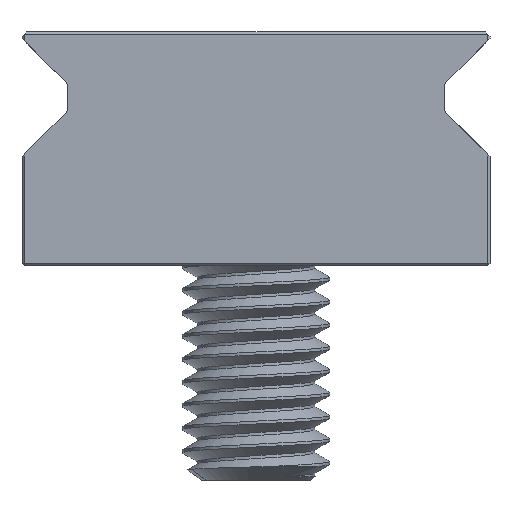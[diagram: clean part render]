
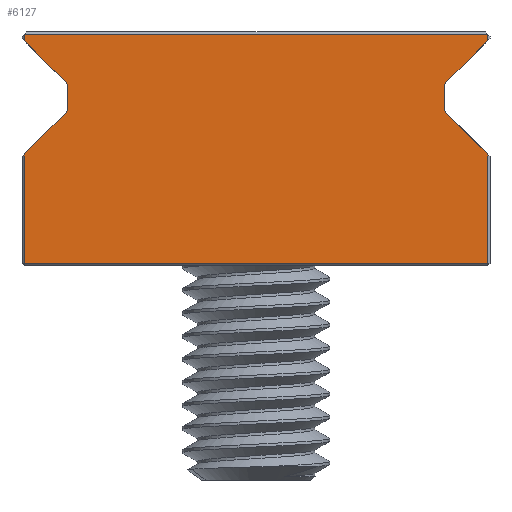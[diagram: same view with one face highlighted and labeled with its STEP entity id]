
A CAD part, front view. The second image highlights one B-rep face of the part: STEP entity #6127.
In plain terms, the highlighted planar face has unit normal (0, -1, 0).
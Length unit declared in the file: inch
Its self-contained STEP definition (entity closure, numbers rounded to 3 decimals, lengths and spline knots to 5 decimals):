
#10 = CARTESIAN_POINT ( 'NONE',  ( -0.403, -0.5, -0.169 ) ) ;
#116 = VERTEX_POINT ( 'NONE', #674 ) ;
#177 = LINE ( 'NONE', #2229, #3677 ) ;
#256 = VERTEX_POINT ( 'NONE', #1964 ) ;
#287 = DIRECTION ( 'NONE',  ( 0., 0., 1. ) ) ;
#299 = LINE ( 'NONE', #2621, #4113 ) ;
#401 = ORIENTED_EDGE ( 'NONE', *, *, #1079, .T. ) ;
#460 = LINE ( 'NONE', #5386, #4796 ) ;
#464 = LINE ( 'NONE', #472, #4280 ) ;
#469 = LINE ( 'NONE', #887, #5382 ) ;
#472 = CARTESIAN_POINT ( 'NONE',  ( -0.403, -0.5, -0.169 ) ) ;
#498 = CARTESIAN_POINT ( 'NONE',  ( -0.495, -0.5, -0.5 ) ) ;
#523 = CARTESIAN_POINT ( 'NONE',  ( -0.49, -0.5, -0.005 ) ) ;
#527 = EDGE_CURVE ( 'NONE', #5748, #5895, #1303, .T. ) ;
#548 = EDGE_CURVE ( 'NONE', #4923, #4681, #177, .T. ) ;
#592 = AXIS2_PLACEMENT_3D ( 'NONE', #4715, #1866, #5176 ) ;
#674 = CARTESIAN_POINT ( 'NONE',  ( -0.495, -0.5, -0.495 ) ) ;
#687 = ORIENTED_EDGE ( 'NONE', *, *, #2535, .F. ) ;
#731 = DIRECTION ( 'NONE',  ( 0., 0., -1. ) ) ;
#820 = CARTESIAN_POINT ( 'NONE',  ( -0.403, -0.5, -0.111 ) ) ;
#832 = DIRECTION ( 'NONE',  ( 0., 1., 0. ) ) ;
#880 = AXIS2_PLACEMENT_3D ( 'NONE', #2716, #832, #4161 ) ;
#887 = CARTESIAN_POINT ( 'NONE',  ( 0.403, -0.5, -0.169 ) ) ;
#956 = VECTOR ( 'NONE', #731, 39.37008 ) ;
#1025 = CARTESIAN_POINT ( 'NONE',  ( 0.411, -0.5, -0.11431 ) ) ;
#1067 = VERTEX_POINT ( 'NONE', #1848 ) ;
#1079 = EDGE_CURVE ( 'NONE', #4923, #256, #4287, .T. ) ;
#1081 = VECTOR ( 'NONE', #1475, 39.37008 ) ;
#1202 = CARTESIAN_POINT ( 'NONE',  ( 0.403, -0.5, -0.11431 ) ) ;
#1281 = CARTESIAN_POINT ( 'NONE',  ( -0.495, -0.5, -0.261 ) ) ;
#1303 = LINE ( 'NONE', #820, #2570 ) ;
#1317 = EDGE_CURVE ( 'NONE', #2174, #3947, #4644, .T. ) ;
#1475 = DIRECTION ( 'NONE',  ( 0., 0., -1. ) ) ;
#1494 = CARTESIAN_POINT ( 'NONE',  ( 0.403, -0.5, -0.111 ) ) ;
#1502 = DIRECTION ( 'NONE',  ( 0., 0., 1. ) ) ;
#1562 = EDGE_CURVE ( 'NONE', #4509, #4681, #4877, .T. ) ;
#1690 = EDGE_CURVE ( 'NONE', #5748, #4281, #4426, .T. ) ;
#1727 = VECTOR ( 'NONE', #5751, 39.37008 ) ;
#1728 = EDGE_CURVE ( 'NONE', #4509, #5932, #469, .T. ) ;
#1788 = EDGE_CURVE ( 'NONE', #116, #1067, #299, .T. ) ;
#1845 = CARTESIAN_POINT ( 'NONE',  ( -0.411, -0.5, -0.11431 ) ) ;
#1848 = CARTESIAN_POINT ( 'NONE',  ( 0.495, -0.5, -0.495 ) ) ;
#1862 = EDGE_CURVE ( 'NONE', #1067, #5932, #4738, .T. ) ;
#1866 = DIRECTION ( 'NONE',  ( 0., 1., 0. ) ) ;
#1897 = VECTOR ( 'NONE', #2900, 39.37008 ) ;
#1953 = DIRECTION ( 'NONE',  ( 0., 0., 1. ) ) ;
#1964 = CARTESIAN_POINT ( 'NONE',  ( 0.40534, -0.5, -0.10866 ) ) ;
#2058 = CARTESIAN_POINT ( 'NONE',  ( -0.403, -0.5, -0.16569 ) ) ;
#2059 = EDGE_LOOP ( 'NONE', ( #4792, #2836, #5136, #2257, #2660, #2722, #687, #3049, #3468, #3537, #4218, #2517, #3138, #6008, #4914, #401 ) ) ;
#2168 = FACE_OUTER_BOUND ( 'NONE', #2059, .T. ) ;
#2174 = VERTEX_POINT ( 'NONE', #2058 ) ;
#2229 = CARTESIAN_POINT ( 'NONE',  ( 0.403, -0.5, -0.169 ) ) ;
#2257 = ORIENTED_EDGE ( 'NONE', *, *, #3200, .T. ) ;
#2311 = AXIS2_PLACEMENT_3D ( 'NONE', #1025, #4347, #1502 ) ;
#2323 = DIRECTION ( 'NONE',  ( 0., 0., 1. ) ) ;
#2365 = EDGE_CURVE ( 'NONE', #3271, #116, #3302, .T. ) ;
#2407 = VERTEX_POINT ( 'NONE', #5292 ) ;
#2485 = EDGE_CURVE ( 'NONE', #3271, #3947, #464, .T. ) ;
#2517 = ORIENTED_EDGE ( 'NONE', *, *, #1862, .T. ) ;
#2535 = EDGE_CURVE ( 'NONE', #2174, #4281, #3829, .T. ) ;
#2560 = VECTOR ( 'NONE', #1953, 39.37008 ) ;
#2570 = VECTOR ( 'NONE', #4630, 39.37008 ) ;
#2621 = CARTESIAN_POINT ( 'NONE',  ( 0.5, -0.5, -0.495 ) ) ;
#2628 = DIRECTION ( 'NONE',  ( 0., 1., 0. ) ) ;
#2647 = VERTEX_POINT ( 'NONE', #3942 ) ;
#2660 = ORIENTED_EDGE ( 'NONE', *, *, #527, .F. ) ;
#2716 = CARTESIAN_POINT ( 'NONE',  ( 0., -0.5, 0. ) ) ;
#2722 = ORIENTED_EDGE ( 'NONE', *, *, #1690, .T. ) ;
#2836 = ORIENTED_EDGE ( 'NONE', *, *, #3112, .T. ) ;
#2900 = DIRECTION ( 'NONE',  ( -1., 0., 0. ) ) ;
#3007 = EDGE_CURVE ( 'NONE', #2647, #2407, #3586, .T. ) ;
#3011 = DIRECTION ( 'NONE',  ( 0., 0., 1. ) ) ;
#3017 = AXIS2_PLACEMENT_3D ( 'NONE', #5470, #2628, #5925 ) ;
#3038 = CARTESIAN_POINT ( 'NONE',  ( -0.403, -0.5, -0.11431 ) ) ;
#3049 = ORIENTED_EDGE ( 'NONE', *, *, #1317, .T. ) ;
#3067 = EDGE_CURVE ( 'NONE', #5256, #256, #4272, .T. ) ;
#3087 = CARTESIAN_POINT ( 'NONE',  ( -0.495, -0.5, -0.014 ) ) ;
#3112 = EDGE_CURVE ( 'NONE', #5256, #2647, #460, .T. ) ;
#3138 = ORIENTED_EDGE ( 'NONE', *, *, #1728, .F. ) ;
#3200 = EDGE_CURVE ( 'NONE', #2407, #5895, #4586, .T. ) ;
#3271 = VERTEX_POINT ( 'NONE', #1281 ) ;
#3302 = LINE ( 'NONE', #498, #1081 ) ;
#3335 = DIRECTION ( 'NONE',  ( 0.707, 0., 0.707 ) ) ;
#3468 = ORIENTED_EDGE ( 'NONE', *, *, #2485, .F. ) ;
#3537 = ORIENTED_EDGE ( 'NONE', *, *, #2365, .T. ) ;
#3586 = LINE ( 'NONE', #523, #1897 ) ;
#3677 = VECTOR ( 'NONE', #4564, 39.37008 ) ;
#3680 = PLANE ( 'NONE',  #880 ) ;
#3779 = DIRECTION ( 'NONE',  ( 0.707, 0., -0.707 ) ) ;
#3829 = LINE ( 'NONE', #10, #2560 ) ;
#3831 = VECTOR ( 'NONE', #287, 39.37008 ) ;
#3942 = CARTESIAN_POINT ( 'NONE',  ( 0.495, -0.5, -0.005 ) ) ;
#3947 = VERTEX_POINT ( 'NONE', #6125 ) ;
#4113 = VECTOR ( 'NONE', #5462, 39.37008 ) ;
#4161 = DIRECTION ( 'NONE',  ( 0., 0., 1. ) ) ;
#4196 = CARTESIAN_POINT ( 'NONE',  ( 0.403, -0.5, -0.16569 ) ) ;
#4218 = ORIENTED_EDGE ( 'NONE', *, *, #1788, .T. ) ;
#4272 = LINE ( 'NONE', #1494, #1727 ) ;
#4280 = VECTOR ( 'NONE', #3335, 39.37008 ) ;
#4281 = VERTEX_POINT ( 'NONE', #3038 ) ;
#4287 = CIRCLE ( 'NONE', #2311, 0.008 ) ;
#4347 = DIRECTION ( 'NONE',  ( 0., 1., 0. ) ) ;
#4426 = CIRCLE ( 'NONE', #4618, 0.008 ) ;
#4509 = VERTEX_POINT ( 'NONE', #6017 ) ;
#4564 = DIRECTION ( 'NONE',  ( 0., 0., -1. ) ) ;
#4586 = LINE ( 'NONE', #3087, #956 ) ;
#4600 = CARTESIAN_POINT ( 'NONE',  ( 0.495, -0.5, -0.266 ) ) ;
#4618 = AXIS2_PLACEMENT_3D ( 'NONE', #1845, #5157, #2323 ) ;
#4630 = DIRECTION ( 'NONE',  ( -0.707, 0., 0.707 ) ) ;
#4644 = CIRCLE ( 'NONE', #592, 0.008 ) ;
#4681 = VERTEX_POINT ( 'NONE', #4196 ) ;
#4715 = CARTESIAN_POINT ( 'NONE',  ( -0.411, -0.5, -0.16569 ) ) ;
#4738 = LINE ( 'NONE', #4600, #3831 ) ;
#4792 = ORIENTED_EDGE ( 'NONE', *, *, #3067, .F. ) ;
#4796 = VECTOR ( 'NONE', #3011, 39.37008 ) ;
#4877 = CIRCLE ( 'NONE', #3017, 0.008 ) ;
#4914 = ORIENTED_EDGE ( 'NONE', *, *, #548, .F. ) ;
#4923 = VERTEX_POINT ( 'NONE', #1202 ) ;
#5136 = ORIENTED_EDGE ( 'NONE', *, *, #3007, .T. ) ;
#5147 = CARTESIAN_POINT ( 'NONE',  ( -0.495, -0.5, -0.019 ) ) ;
#5157 = DIRECTION ( 'NONE',  ( 0., 1., 0. ) ) ;
#5176 = DIRECTION ( 'NONE',  ( 0., 0., 1. ) ) ;
#5193 = CARTESIAN_POINT ( 'NONE',  ( -0.40534, -0.5, -0.10866 ) ) ;
#5256 = VERTEX_POINT ( 'NONE', #6153 ) ;
#5292 = CARTESIAN_POINT ( 'NONE',  ( -0.495, -0.5, -0.005 ) ) ;
#5382 = VECTOR ( 'NONE', #3779, 39.37008 ) ;
#5386 = CARTESIAN_POINT ( 'NONE',  ( 0.495, -0.5, -0.01 ) ) ;
#5462 = DIRECTION ( 'NONE',  ( 1., 0., 0. ) ) ;
#5470 = CARTESIAN_POINT ( 'NONE',  ( 0.411, -0.5, -0.16569 ) ) ;
#5748 = VERTEX_POINT ( 'NONE', #5193 ) ;
#5751 = DIRECTION ( 'NONE',  ( -0.707, 0., -0.707 ) ) ;
#5895 = VERTEX_POINT ( 'NONE', #5147 ) ;
#5925 = DIRECTION ( 'NONE',  ( 0., 0., 1. ) ) ;
#5932 = VERTEX_POINT ( 'NONE', #6128 ) ;
#6008 = ORIENTED_EDGE ( 'NONE', *, *, #1562, .T. ) ;
#6017 = CARTESIAN_POINT ( 'NONE',  ( 0.40534, -0.5, -0.17134 ) ) ;
#6125 = CARTESIAN_POINT ( 'NONE',  ( -0.40534, -0.5, -0.17134 ) ) ;
#6127 = ADVANCED_FACE ( 'NONE', ( #2168 ), #3680, .F. ) ;
#6128 = CARTESIAN_POINT ( 'NONE',  ( 0.495, -0.5, -0.261 ) ) ;
#6153 = CARTESIAN_POINT ( 'NONE',  ( 0.495, -0.5, -0.019 ) ) ;
